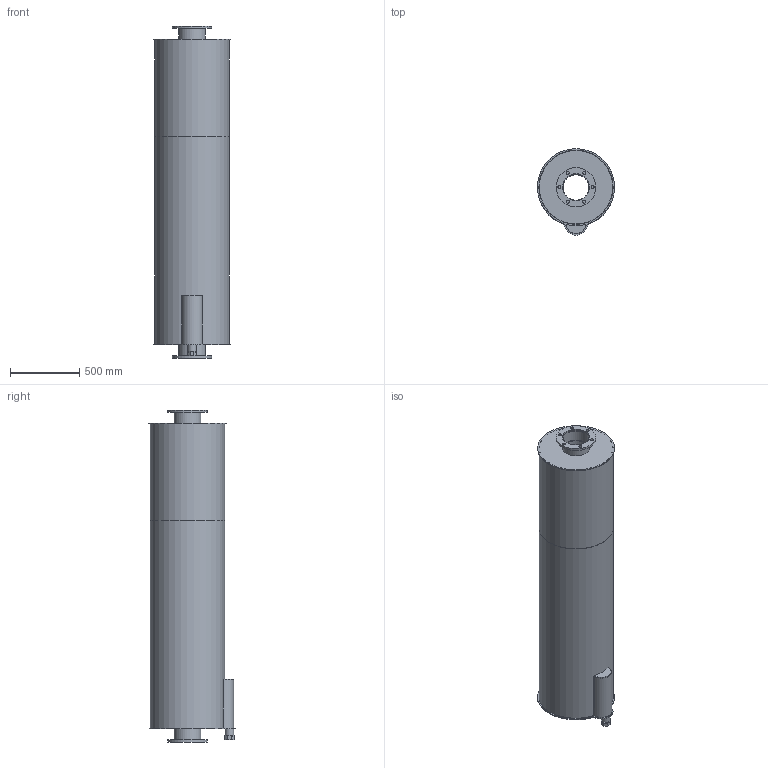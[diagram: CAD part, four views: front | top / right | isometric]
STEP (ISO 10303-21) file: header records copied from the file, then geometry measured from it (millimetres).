
FILE_DESCRIPTION(/* description */ (''),/* implementation_level */ '2;1');
FILE_NAME(/* name */ 'Vhdd 07.stp',/* time_stamp */ '2015-01-21T11:46:25+01:00',/* author */ ('Tekenkamer'),/* organization */ (''),/* preprocessor_version */ 'ST-DEVELOPER v15.6',/* originating_system */ 'Autodesk Inventor 2015',/* authorisation */ '');
FILE_SCHEMA (('AUTOMOTIVE_DESIGN { 1 0 10303 214 3 1 1 }'));
Length unit declared in the file: millimetre
Products named in the file (1): MAAT3D
Bounding box: 557 x 622.1 x 2400 mm (x, y, z)
Volume: 15109344.7 mm3; surface area: 8984010.6 mm2
Topology: 12 solids, 12 shells, 70 faces, 138 edges, 92 vertices
Faces by surface type: cylinder 36, plane 34
Full cylindrical faces by diameter (mm): 22 x12, 54.1 x2, 60.3 x1, 187 x2, 193 x2, 195 x4, 286 x2, 531 x2, 537 x2, 557 x1
Entity records: 1792 total; most frequent: DIRECTION 322, CARTESIAN_POINT 271, ORIENTED_EDGE 216, EDGE_LOOP 144, AXIS2_PLACEMENT_3D 143, EDGE_CURVE 108, VERTEX_POINT 92, FACE_BOUND 74
